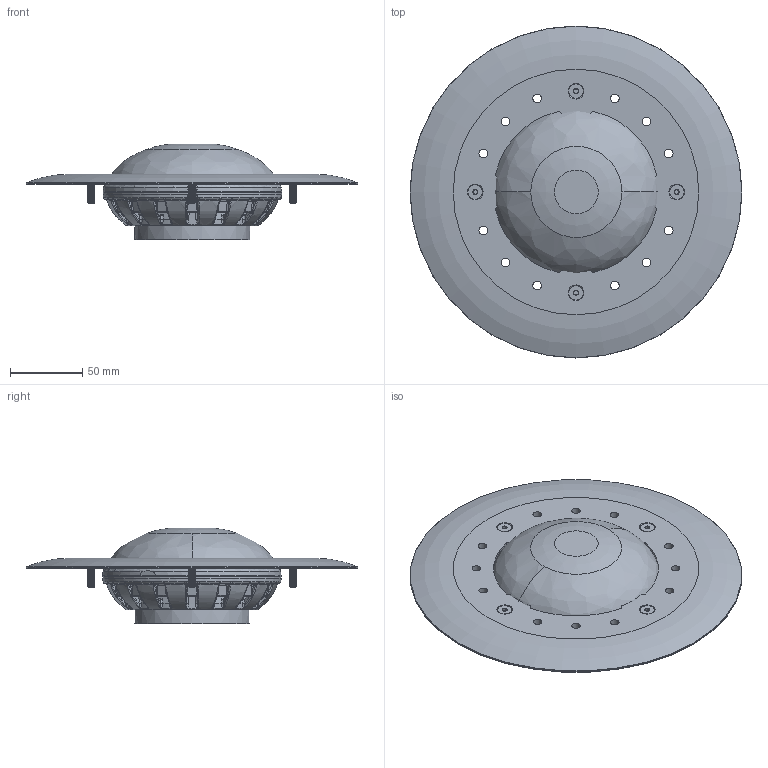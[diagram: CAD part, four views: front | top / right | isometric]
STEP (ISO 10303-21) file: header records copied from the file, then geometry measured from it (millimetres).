
FILE_DESCRIPTION(/* description */ (''),/* implementation_level */ '2;1');
FILE_NAME(/* name */ 'Sat m.step',/* time_stamp */ '2018-09-18T18:30:45+02:00',/* author */ (''),/* organization */ (''),/* preprocessor_version */ 'ST-DEVELOPER v17.2',/* originating_system */ 'Autodesk Translation Framework v7.6.0.251',/* authorisation */ '');
FILE_SCHEMA (('AUTOMOTIVE_DESIGN { 1 0 10303 214 3 1 1 }'));
Length unit declared in the file: millimetre
Products named in the file (30): Sat m. topring - væg; PlayAlive Sensor v/1; RIBS_FRAME; LOWER_PART_AF0; LABLE37; TOP_PART_AF0; PCB_ASS_AF0_ASM; SEALING_MASS_AF0; PCBA_HOLDER_AF0; PCB1_AF0; PCB2_AF0; Diode 1.0; Diode 2.0; Diode 3.0; Diode 4.0; Diode 5.0; Diode 6.0; Diode 7.0; Diode 8.0; Diode 9.0; Diode 10; Diode 11; Diode 12; Diode 13; Diode 14; Diode 15; Diode 16; Topring - wall; Component1; 91294A214
Assembly tree (32 placements, depth 4):
  Sat m. topring - væg
    PlayAlive Sensor v/1
      RIBS_FRAME
      LOWER_PART_AF0
      LABLE37
      TOP_PART_AF0
      PCB_ASS_AF0_ASM
        SEALING_MASS_AF0
        PCBA_HOLDER_AF0
        PCB1_AF0
        PCB2_AF0
      Diode 1.0
      Diode 2.0
      Diode 3.0
      Diode 4.0
      Diode 5.0
      Diode 6.0
      Diode 7.0
      Diode 8.0
      Diode 9.0
      Diode 10
      Diode 11
      Diode 12
      Diode 13
      Diode 14
      Diode 15
      Diode 16
    Topring - wall
      Component1
      91294A214  x4
Bounding box: 230.5 x 230.5 x 66.54 mm (x, y, z)
Volume: 337757.8 mm3; surface area: 229485.3 mm2
Topology: 16 solids, 32 shells, 3145 faces, 8387 edges, 5239 vertices
Faces by surface type: bspline 1296, plane 772, cylinder 562, cone 270, torus 177, sphere 68
Full cylindrical faces by diameter (mm): 1 x2, 1.5 x3, 1.6 x1, 2.5 x4, 3 x4, 3.2 x4, 3.3 x4, 3.961 x80, 5 x80, 5.5 x4, 6 x20, 10 x4, 37 x2, 37.3 x1, 39.8 x1, 74.342 x1, 74.835 x1, 130 x1, 230.5 x1
Entity records: 225759 total; most frequent: CARTESIAN_POINT 160448, ORIENTED_EDGE 15322, DIRECTION 11096, EDGE_CURVE 7837, VERTEX_POINT 4909, AXIS2_PLACEMENT_3D 4486, EDGE_LOOP 3076, FACE_OUTER_BOUND 2956
